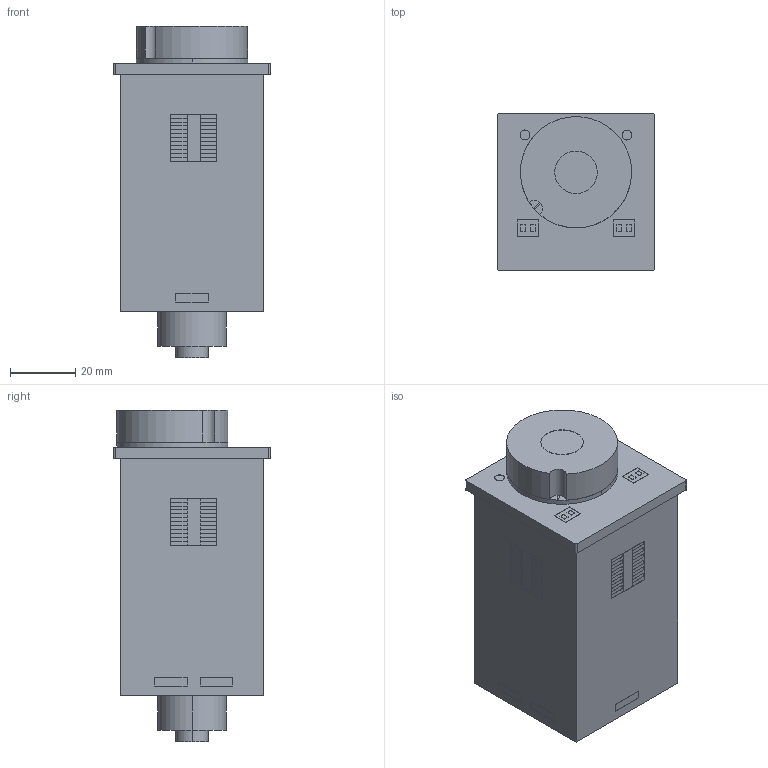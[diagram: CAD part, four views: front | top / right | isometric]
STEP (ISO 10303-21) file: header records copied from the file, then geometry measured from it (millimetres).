
FILE_DESCRIPTION((''),'2;1');
FILE_NAME('3d_31L48TPBM24.stp','2012-10-03T09:05:29',(''),(''),'Mechanical Desktop 2011','Mechanical Desktop 2011',', , ');
FILE_SCHEMA(('CONFIG_CONTROL_DESIGN'));
Length unit declared in the file: millimetre
Products named in the file (1): Product
Bounding box: 48 x 48 x 101.25 mm (x, y, z)
Volume: 163135.4 mm3; surface area: 27029.4 mm2
Topology: 5 solids, 5 shells, 338 faces, 931 edges, 645 vertices
Faces by surface type: plane 266, bspline 53, cylinder 19
Entity records: 10602 total; most frequent: CARTESIAN_POINT 2052, ORIENTED_EDGE 1818, DIRECTION 1550, EDGE_CURVE 909, VECTOR 884, LINE 884, VERTEX_POINT 601, EDGE_LOOP 358
